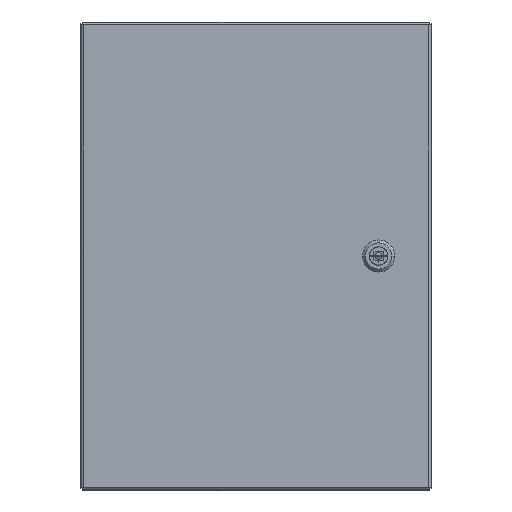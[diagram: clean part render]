
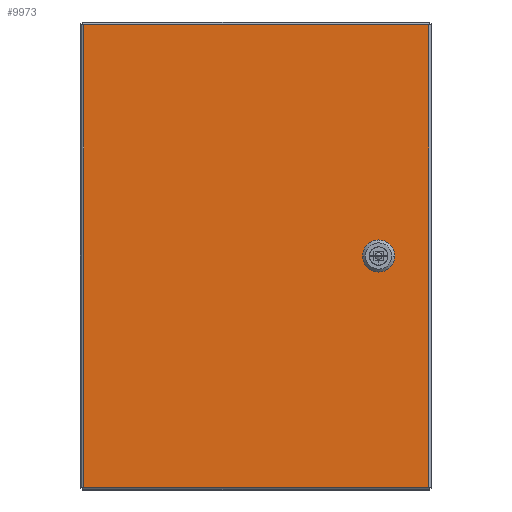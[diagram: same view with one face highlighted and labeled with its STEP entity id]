
A CAD part, front view. The second image highlights one B-rep face of the part: STEP entity #9973.
In plain terms, the highlighted planar face has unit normal (0, -1, 0).
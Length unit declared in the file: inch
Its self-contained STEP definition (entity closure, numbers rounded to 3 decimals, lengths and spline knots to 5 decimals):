
#224 = LINE ( 'NONE', #3841, #14961 ) ;
#1154 = EDGE_CURVE ( 'NONE', #12891, #5126, #19727, .T. ) ;
#1234 = LINE ( 'NONE', #9784, #8747 ) ;
#1387 = AXIS2_PLACEMENT_3D ( 'NONE', #5208, #5097, #18447 ) ;
#1553 = CARTESIAN_POINT ( 'NONE',  ( 3.7955, -8.822, 0.2305 ) ) ;
#1828 = EDGE_CURVE ( 'NONE', #19419, #10035, #16323, .T. ) ;
#1994 = VERTEX_POINT ( 'NONE', #6819 ) ;
#2112 = LINE ( 'NONE', #8793, #14674 ) ;
#2467 = ORIENTED_EDGE ( 'NONE', *, *, #20755, .T. ) ;
#2980 = DIRECTION ( 'NONE',  ( -0.707, 0., 0.707 ) ) ;
#3407 = VERTEX_POINT ( 'NONE', #5089 ) ;
#3841 = CARTESIAN_POINT ( 'NONE',  ( 4.5865, -8.822, -7.899 ) ) ;
#3998 = CARTESIAN_POINT ( 'NONE',  ( 5.901, -8.822, -7.899 ) ) ;
#4550 = DIRECTION ( 'NONE',  ( 0., 0., -1. ) ) ;
#4609 = ORIENTED_EDGE ( 'NONE', *, *, #9658, .T. ) ;
#5089 = CARTESIAN_POINT ( 'NONE',  ( 4.5865, -8.822, -0.2315 ) ) ;
#5097 = DIRECTION ( 'NONE',  ( 0., -1., 0. ) ) ;
#5126 = VERTEX_POINT ( 'NONE', #19106 ) ;
#5208 = CARTESIAN_POINT ( 'NONE',  ( -5.896, -8.822, -7.899 ) ) ;
#5958 = EDGE_CURVE ( 'NONE', #19455, #19419, #12539, .T. ) ;
#5982 = LINE ( 'NONE', #11018, #16833 ) ;
#6586 = LINE ( 'NONE', #20457, #14715 ) ;
#6760 = VERTEX_POINT ( 'NONE', #18279 ) ;
#6819 = CARTESIAN_POINT ( 'NONE',  ( 5.901, -8.822, 7.898 ) ) ;
#6833 = CARTESIAN_POINT ( 'NONE',  ( 4.5865, -8.822, 0.2305 ) ) ;
#6996 = VECTOR ( 'NONE', #13058, 39.37008 ) ;
#7137 = DIRECTION ( 'NONE',  ( 0., 0., -1. ) ) ;
#7257 = ORIENTED_EDGE ( 'NONE', *, *, #19733, .T. ) ;
#7588 = ORIENTED_EDGE ( 'NONE', *, *, #12465, .T. ) ;
#7683 = CARTESIAN_POINT ( 'NONE',  ( 3.7955, -8.822, -0.2315 ) ) ;
#7700 = VERTEX_POINT ( 'NONE', #3998 ) ;
#7727 = DIRECTION ( 'NONE',  ( 0., 0., 1. ) ) ;
#7820 = DIRECTION ( 'NONE',  ( 1., 0., 0. ) ) ;
#8707 = PLANE ( 'NONE',  #1387 ) ;
#8747 = VECTOR ( 'NONE', #7820, 39.37008 ) ;
#8793 = CARTESIAN_POINT ( 'NONE',  ( 5.901, -8.822, -7.899 ) ) ;
#8925 = DIRECTION ( 'NONE',  ( 0.707, 0., -0.707 ) ) ;
#8998 = DIRECTION ( 'NONE',  ( 0., 0., 1. ) ) ;
#9256 = ORIENTED_EDGE ( 'NONE', *, *, #13256, .T. ) ;
#9658 = EDGE_CURVE ( 'NONE', #3407, #12891, #16641, .T. ) ;
#9724 = FACE_OUTER_BOUND ( 'NONE', #19985, .T. ) ;
#9784 = CARTESIAN_POINT ( 'NONE',  ( -5.896, -8.822, 0.395 ) ) ;
#9872 = CARTESIAN_POINT ( 'NONE',  ( 4.5865, -8.822, -0.2315 ) ) ;
#9973 = ADVANCED_FACE ( 'NONE', ( #9724, #18673 ), #8707, .T. ) ;
#10035 = VERTEX_POINT ( 'NONE', #20523 ) ;
#10133 = EDGE_CURVE ( 'NONE', #10035, #16961, #1234, .T. ) ;
#10314 = VERTEX_POINT ( 'NONE', #6833 ) ;
#10407 = EDGE_CURVE ( 'NONE', #7700, #1994, #2112, .T. ) ;
#10445 = CARTESIAN_POINT ( 'NONE',  ( 3.7955, -8.822, 0.2305 ) ) ;
#10485 = VECTOR ( 'NONE', #14779, 39.37008 ) ;
#11018 = CARTESIAN_POINT ( 'NONE',  ( -5.896, -8.822, -7.899 ) ) ;
#11797 = LINE ( 'NONE', #15699, #18960 ) ;
#12465 = EDGE_CURVE ( 'NONE', #16961, #10314, #11797, .T. ) ;
#12539 = LINE ( 'NONE', #19216, #18230 ) ;
#12800 = LINE ( 'NONE', #18271, #10485 ) ;
#12821 = ORIENTED_EDGE ( 'NONE', *, *, #10133, .T. ) ;
#12835 = ORIENTED_EDGE ( 'NONE', *, *, #15986, .T. ) ;
#12884 = VECTOR ( 'NONE', #21517, 39.37008 ) ;
#12891 = VERTEX_POINT ( 'NONE', #18853 ) ;
#13058 = DIRECTION ( 'NONE',  ( 0.707, 0., 0.707 ) ) ;
#13142 = CARTESIAN_POINT ( 'NONE',  ( -5.896, -8.822, -7.899 ) ) ;
#13256 = EDGE_CURVE ( 'NONE', #10314, #3407, #224, .T. ) ;
#13773 = ORIENTED_EDGE ( 'NONE', *, *, #1828, .T. ) ;
#14656 = ORIENTED_EDGE ( 'NONE', *, *, #10407, .T. ) ;
#14674 = VECTOR ( 'NONE', #8998, 39.37008 ) ;
#14715 = VECTOR ( 'NONE', #2980, 39.37008 ) ;
#14746 = ORIENTED_EDGE ( 'NONE', *, *, #5958, .T. ) ;
#14779 = DIRECTION ( 'NONE',  ( 1., 0., 0. ) ) ;
#14847 = CARTESIAN_POINT ( 'NONE',  ( -5.896, -8.822, 7.898 ) ) ;
#14961 = VECTOR ( 'NONE', #7137, 39.37008 ) ;
#15401 = EDGE_CURVE ( 'NONE', #1994, #6760, #16601, .T. ) ;
#15699 = CARTESIAN_POINT ( 'NONE',  ( 4.422, -8.822, 0.395 ) ) ;
#15708 = VECTOR ( 'NONE', #16873, 39.37008 ) ;
#15986 = EDGE_CURVE ( 'NONE', #17935, #7700, #12800, .T. ) ;
#16323 = LINE ( 'NONE', #1553, #6996 ) ;
#16601 = LINE ( 'NONE', #14847, #12884 ) ;
#16641 = LINE ( 'NONE', #9872, #15708 ) ;
#16833 = VECTOR ( 'NONE', #4550, 39.37008 ) ;
#16873 = DIRECTION ( 'NONE',  ( -0.707, 0., -0.707 ) ) ;
#16961 = VERTEX_POINT ( 'NONE', #21174 ) ;
#17108 = ORIENTED_EDGE ( 'NONE', *, *, #1154, .T. ) ;
#17195 = ORIENTED_EDGE ( 'NONE', *, *, #15401, .T. ) ;
#17935 = VERTEX_POINT ( 'NONE', #13142 ) ;
#18230 = VECTOR ( 'NONE', #7727, 39.37008 ) ;
#18271 = CARTESIAN_POINT ( 'NONE',  ( -5.896, -8.822, -7.899 ) ) ;
#18279 = CARTESIAN_POINT ( 'NONE',  ( -5.896, -8.822, 7.898 ) ) ;
#18387 = VECTOR ( 'NONE', #20154, 39.37008 ) ;
#18447 = DIRECTION ( 'NONE',  ( 0., 0., -1. ) ) ;
#18673 = FACE_BOUND ( 'NONE', #21176, .T. ) ;
#18853 = CARTESIAN_POINT ( 'NONE',  ( 4.422, -8.822, -0.396 ) ) ;
#18960 = VECTOR ( 'NONE', #8925, 39.37008 ) ;
#19106 = CARTESIAN_POINT ( 'NONE',  ( 3.96, -8.822, -0.396 ) ) ;
#19216 = CARTESIAN_POINT ( 'NONE',  ( 3.7955, -8.822, -7.899 ) ) ;
#19419 = VERTEX_POINT ( 'NONE', #10445 ) ;
#19455 = VERTEX_POINT ( 'NONE', #7683 ) ;
#19727 = LINE ( 'NONE', #20060, #18387 ) ;
#19733 = EDGE_CURVE ( 'NONE', #5126, #19455, #6586, .T. ) ;
#19985 = EDGE_LOOP ( 'NONE', ( #14656, #17195, #2467, #12835 ) ) ;
#20060 = CARTESIAN_POINT ( 'NONE',  ( -5.896, -8.822, -0.396 ) ) ;
#20154 = DIRECTION ( 'NONE',  ( -1., 0., 0. ) ) ;
#20457 = CARTESIAN_POINT ( 'NONE',  ( 3.96, -8.822, -0.396 ) ) ;
#20523 = CARTESIAN_POINT ( 'NONE',  ( 3.96, -8.822, 0.395 ) ) ;
#20755 = EDGE_CURVE ( 'NONE', #6760, #17935, #5982, .T. ) ;
#21174 = CARTESIAN_POINT ( 'NONE',  ( 4.422, -8.822, 0.395 ) ) ;
#21176 = EDGE_LOOP ( 'NONE', ( #14746, #13773, #12821, #7588, #9256, #4609, #17108, #7257 ) ) ;
#21517 = DIRECTION ( 'NONE',  ( -1., 0., 0. ) ) ;
